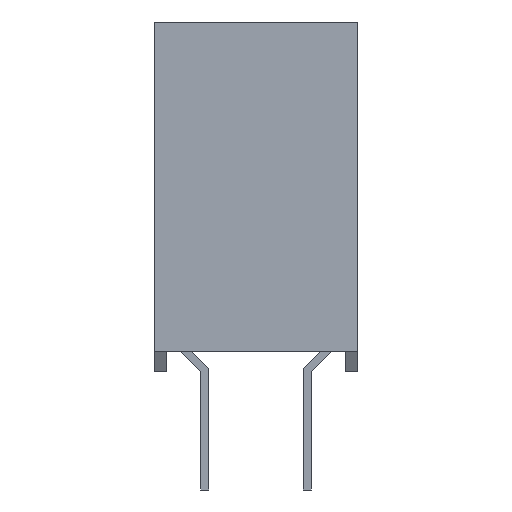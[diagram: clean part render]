
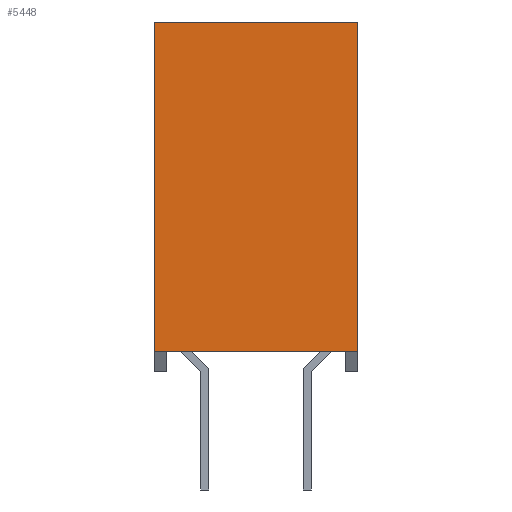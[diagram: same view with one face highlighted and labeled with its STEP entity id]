
A CAD part, left-side view. The second image highlights one B-rep face of the part: STEP entity #5448.
In plain terms, the highlighted planar face has unit normal (-1, 0, 0).
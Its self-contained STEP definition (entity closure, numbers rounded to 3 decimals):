
#2=DIRECTION('',(0.,-1.,0.));
#3=VECTOR('',#2,5.029);
#4=CARTESIAN_POINT('',(-12.7,2.515,0.));
#5=LINE('',#4,#3);
#338=DIRECTION('',(0.,0.,-1.));
#339=VECTOR('',#338,8.128);
#340=CARTESIAN_POINT('',(-12.7,2.515,0.));
#341=LINE('',#340,#339);
#450=DIRECTION('',(0.,0.,-1.));
#451=VECTOR('',#450,8.128);
#452=CARTESIAN_POINT('',(-12.7,-2.515,0.));
#453=LINE('',#452,#451);
#562=DIRECTION('',(0.,-1.,0.));
#563=VECTOR('',#562,5.029);
#564=CARTESIAN_POINT('',(-12.7,2.515,-8.128));
#565=LINE('',#564,#563);
#3954=CARTESIAN_POINT('',(-12.7,2.515,0.));
#3955=CARTESIAN_POINT('',(-12.7,-2.515,0.));
#3956=VERTEX_POINT('',#3954);
#3957=VERTEX_POINT('',#3955);
#3962=CARTESIAN_POINT('',(-12.7,2.515,-8.128));
#3963=CARTESIAN_POINT('',(-12.7,-2.515,-8.128));
#3964=VERTEX_POINT('',#3962);
#3965=VERTEX_POINT('',#3963);
#5434=CARTESIAN_POINT('',(-12.7,2.515,0.));
#5435=DIRECTION('',(-1.,0.,0.));
#5436=DIRECTION('',(0.,-1.,0.));
#5437=AXIS2_PLACEMENT_3D('',#5434,#5435,#5436);
#5438=PLANE('',#5437);
#5439=ORIENTED_EDGE('',*,*,#5223,.T.);
#5441=ORIENTED_EDGE('',*,*,#5440,.T.);
#5443=ORIENTED_EDGE('',*,*,#5442,.F.);
#5445=ORIENTED_EDGE('',*,*,#5444,.F.);
#5446=EDGE_LOOP('',(#5439,#5441,#5443,#5445));
#5447=FACE_OUTER_BOUND('',#5446,.F.);
#5223=EDGE_CURVE('',#3956,#3957,#5,.T.);
#5440=EDGE_CURVE('',#3957,#3965,#453,.T.);
#5442=EDGE_CURVE('',#3964,#3965,#565,.T.);
#5444=EDGE_CURVE('',#3956,#3964,#341,.T.);
#5448=ADVANCED_FACE('',(#5447),#5438,.T.);
